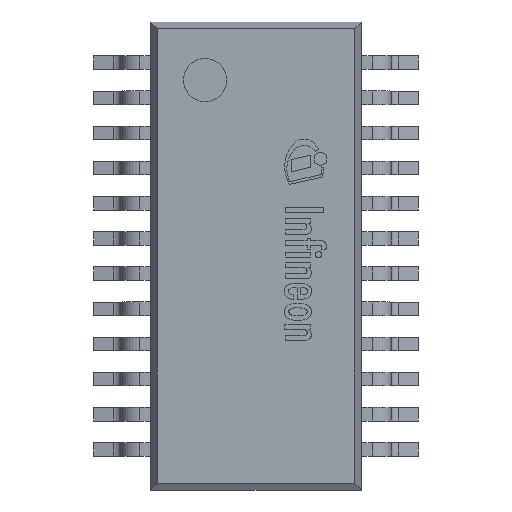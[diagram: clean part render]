
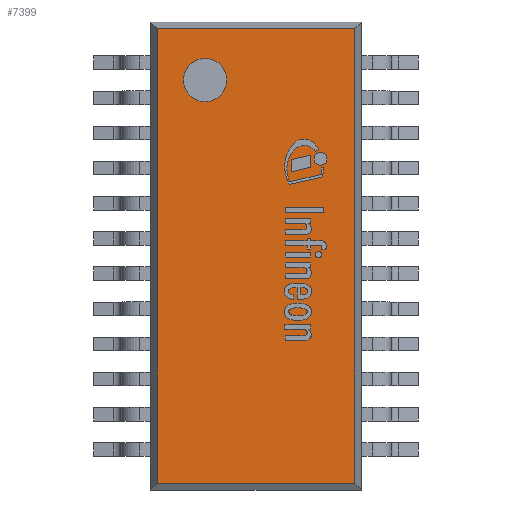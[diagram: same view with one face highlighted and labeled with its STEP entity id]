
A CAD part, top view. The second image highlights one B-rep face of the part: STEP entity #7399.
In plain terms, the highlighted planar face has unit normal (0, 0, 1).
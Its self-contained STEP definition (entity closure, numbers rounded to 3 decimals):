
#74=FACE_BOUND('',#945,.T.);
#83=CIRCLE('',#7885,0.4);
#496=FACE_OUTER_BOUND('',#944,.T.);
#944=EDGE_LOOP('',(#4948,#4949,#4950,#4951));
#945=EDGE_LOOP('',(#4952));
#1408=LINE('',#10697,#2250);
#1412=LINE('',#10704,#2254);
#1415=LINE('',#10710,#2257);
#1417=LINE('',#10713,#2259);
#2250=VECTOR('',#8570,1000.);
#2254=VECTOR('',#8576,1000.);
#2257=VECTOR('',#8581,1000.);
#2259=VECTOR('',#8585,1000.);
#3083=VERTEX_POINT('',#10688);
#3086=VERTEX_POINT('',#10694);
#3087=VERTEX_POINT('',#10696);
#3089=VERTEX_POINT('',#10702);
#3091=VERTEX_POINT('',#10708);
#3819=EDGE_CURVE('',#3083,#3083,#83,.T.);
#3822=EDGE_CURVE('',#3087,#3086,#1408,.T.);
#3826=EDGE_CURVE('',#3086,#3089,#1412,.T.);
#3829=EDGE_CURVE('',#3089,#3091,#1415,.T.);
#3831=EDGE_CURVE('',#3091,#3087,#1417,.T.);
#4948=ORIENTED_EDGE('',*,*,#3822,.T.);
#4949=ORIENTED_EDGE('',*,*,#3826,.T.);
#4950=ORIENTED_EDGE('',*,*,#3829,.T.);
#4951=ORIENTED_EDGE('',*,*,#3831,.T.);
#4952=ORIENTED_EDGE('',*,*,#3819,.F.);
#7074=PLANE('',#7890);
#7399=ADVANCED_FACE('',(#496,#74),#7074,.T.);
#7885=AXIS2_PLACEMENT_3D('',#10689,#8564,#8565);
#7890=AXIS2_PLACEMENT_3D('',#10714,#8586,#8587);
#8564=DIRECTION('center_axis',(0.,0.,1.));
#8565=DIRECTION('ref_axis',(0.,-1.,0.));
#8570=DIRECTION('',(1.,0.,0.));
#8576=DIRECTION('',(0.,1.,0.));
#8581=DIRECTION('',(-1.,0.,0.));
#8585=DIRECTION('',(0.,-1.,0.));
#8586=DIRECTION('center_axis',(0.,0.,1.));
#8587=DIRECTION('ref_axis',(0.,-1.,0.));
#10688=CARTESIAN_POINT('',(-0.94,2.85,1.15));
#10689=CARTESIAN_POINT('Origin',(-0.94,3.25,1.15));
#10694=CARTESIAN_POINT('',(1.823,-4.198,1.15));
#10696=CARTESIAN_POINT('',(-1.823,-4.198,1.15));
#10697=CARTESIAN_POINT('',(1.95,-4.198,1.15));
#10702=CARTESIAN_POINT('',(1.823,4.198,1.15));
#10704=CARTESIAN_POINT('',(1.823,4.325,1.15));
#10708=CARTESIAN_POINT('',(-1.823,4.198,1.15));
#10710=CARTESIAN_POINT('',(1.95,4.198,1.15));
#10713=CARTESIAN_POINT('',(-1.823,4.325,1.15));
#10714=CARTESIAN_POINT('Origin',(0.,0.,1.15));
